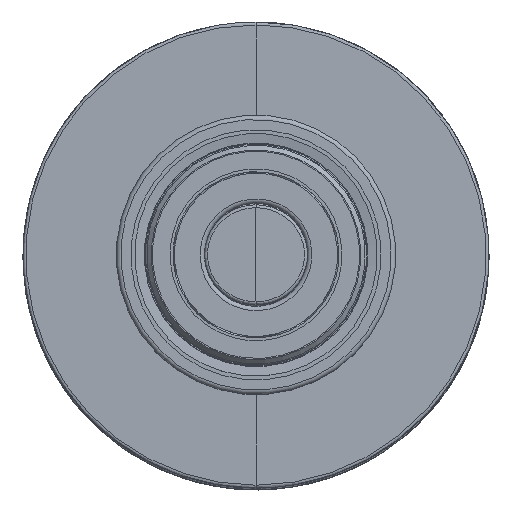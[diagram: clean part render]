
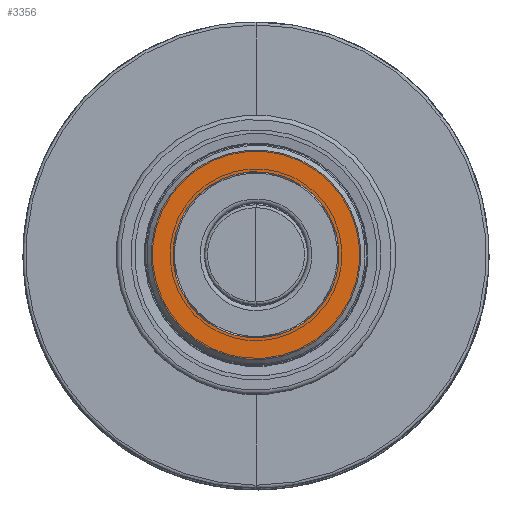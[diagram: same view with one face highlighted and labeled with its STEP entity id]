
A CAD part, top view. The second image highlights one B-rep face of the part: STEP entity #3356.
In plain terms, the highlighted face is planar.
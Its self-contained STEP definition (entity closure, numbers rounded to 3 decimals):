
#105=FACE_BOUND('',#1047,.T.);
#169=PLANE('',#3899);
#825=FACE_OUTER_BOUND('',#1046,.T.);
#1046=EDGE_LOOP('',(#3091,#3092));
#1047=EDGE_LOOP('',(#3093,#3094));
#1241=CIRCLE('',#3870,7.127);
#1242=CIRCLE('',#3871,7.127);
#1246=CIRCLE('',#3876,5.653);
#1247=CIRCLE('',#3877,5.653);
#1593=VERTEX_POINT('',#11697);
#1594=VERTEX_POINT('',#11699);
#1597=VERTEX_POINT('',#11708);
#1598=VERTEX_POINT('',#11710);
#2088=EDGE_CURVE('',#1594,#1593,#1241,.T.);
#2089=EDGE_CURVE('',#1593,#1594,#1242,.T.);
#2094=EDGE_CURVE('',#1598,#1597,#1246,.T.);
#2095=EDGE_CURVE('',#1597,#1598,#1247,.T.);
#3091=ORIENTED_EDGE('',*,*,#2088,.T.);
#3092=ORIENTED_EDGE('',*,*,#2089,.T.);
#3093=ORIENTED_EDGE('',*,*,#2094,.T.);
#3094=ORIENTED_EDGE('',*,*,#2095,.T.);
#3356=ADVANCED_FACE('',(#825,#105),#169,.T.);
#3870=AXIS2_PLACEMENT_3D('',#11700,#4736,#4737);
#3871=AXIS2_PLACEMENT_3D('',#11701,#4738,#4739);
#3876=AXIS2_PLACEMENT_3D('',#11711,#4749,#4750);
#3877=AXIS2_PLACEMENT_3D('',#11712,#4751,#4752);
#3899=AXIS2_PLACEMENT_3D('',#11755,#4800,#4801);
#4736=DIRECTION('center_axis',(1.,0.,0.));
#4737=DIRECTION('ref_axis',(0.,0.,1.));
#4738=DIRECTION('center_axis',(1.,0.,0.));
#4739=DIRECTION('ref_axis',(0.,0.,1.));
#4749=DIRECTION('center_axis',(-1.,0.,0.));
#4750=DIRECTION('ref_axis',(0.,0.,-1.));
#4751=DIRECTION('center_axis',(-1.,0.,0.));
#4752=DIRECTION('ref_axis',(0.,0.,-1.));
#4800=DIRECTION('center_axis',(1.,0.,0.));
#4801=DIRECTION('ref_axis',(0.,1.,0.));
#11697=CARTESIAN_POINT('',(5.822,0.,-7.127));
#11699=CARTESIAN_POINT('',(5.822,0.,7.127));
#11700=CARTESIAN_POINT('Origin',(5.822,0.,0.));
#11701=CARTESIAN_POINT('Origin',(5.822,0.,0.));
#11708=CARTESIAN_POINT('',(5.822,0.,5.653));
#11710=CARTESIAN_POINT('',(5.822,0.,-5.653));
#11711=CARTESIAN_POINT('Origin',(5.822,0.,0.));
#11712=CARTESIAN_POINT('Origin',(5.822,0.,0.));
#11755=CARTESIAN_POINT('Origin',(5.822,6.39,0.));
